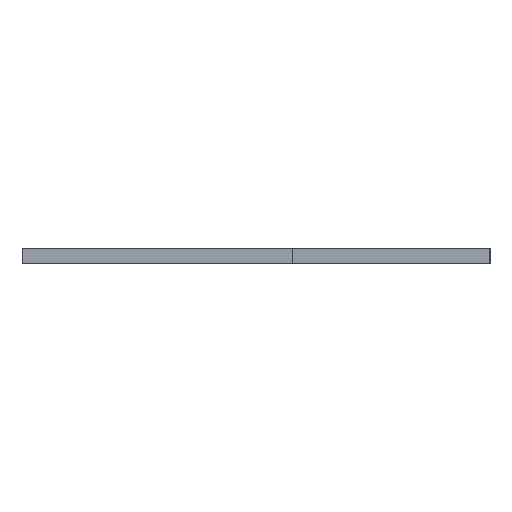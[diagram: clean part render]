
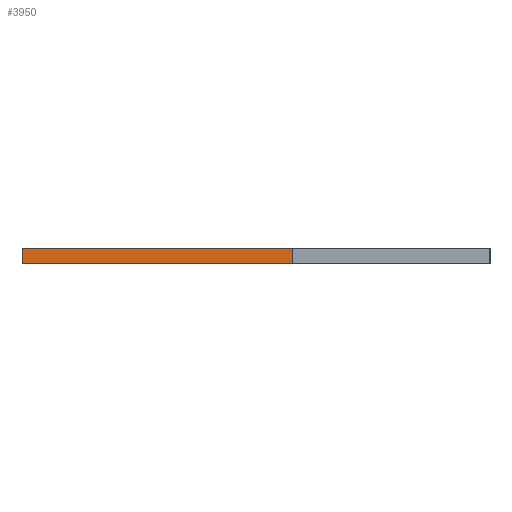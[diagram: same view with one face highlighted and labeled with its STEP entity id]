
A CAD part, left-side view. The second image highlights one B-rep face of the part: STEP entity #3950.
In plain terms, the highlighted planar face has unit normal (-1, 0, 0).
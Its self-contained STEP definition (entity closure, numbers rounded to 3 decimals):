
#83 = PLANE('',#84);
#84 = AXIS2_PLACEMENT_3D('',#85,#86,#87);
#85 = CARTESIAN_POINT('',(137.16,-85.09,1.6));
#86 = DIRECTION('',(-0.,-0.,-1.));
#87 = DIRECTION('',(-1.,0.,0.));
#137 = PLANE('',#138);
#138 = AXIS2_PLACEMENT_3D('',#139,#140,#141);
#139 = CARTESIAN_POINT('',(137.16,-85.09,0.));
#140 = DIRECTION('',(-0.,-0.,-1.));
#141 = DIRECTION('',(-1.,0.,0.));
#170 = PLANE('',#171);
#171 = AXIS2_PLACEMENT_3D('',#172,#173,#174);
#172 = CARTESIAN_POINT('',(106.68,-60.96,0.));
#173 = DIRECTION('',(0.,1.,0.));
#174 = DIRECTION('',(1.,0.,0.));
#268 = PLANE('',#269);
#269 = AXIS2_PLACEMENT_3D('',#270,#271,#272);
#270 = CARTESIAN_POINT('',(106.68,-109.22,0.));
#271 = DIRECTION('',(-1.,0.,0.));
#272 = DIRECTION('',(0.,1.,0.));
#307 = VERTEX_POINT('',#308);
#308 = CARTESIAN_POINT('',(106.68,-88.9,0.));
#329 = EDGE_CURVE('',#307,#330,#332,.T.);
#330 = VERTEX_POINT('',#331);
#331 = CARTESIAN_POINT('',(106.68,-60.96,0.));
#332 = SURFACE_CURVE('',#333,(#337,#344),.PCURVE_S1.);
#333 = LINE('',#334,#335);
#334 = CARTESIAN_POINT('',(106.68,-88.9,0.));
#335 = VECTOR('',#336,1.);
#336 = DIRECTION('',(0.,1.,0.));
#337 = PCURVE('',#137,#338);
#338 = DEFINITIONAL_REPRESENTATION('',(#339),#343);
#339 = LINE('',#340,#341);
#340 = CARTESIAN_POINT('',(30.48,-3.81));
#341 = VECTOR('',#342,1.);
#342 = DIRECTION('',(0.,1.));
#343 = ( GEOMETRIC_REPRESENTATION_CONTEXT(2) 
PARAMETRIC_REPRESENTATION_CONTEXT() REPRESENTATION_CONTEXT('2D SPACE',''
  ) );
#344 = PCURVE('',#345,#350);
#345 = PLANE('',#346);
#346 = AXIS2_PLACEMENT_3D('',#347,#348,#349);
#347 = CARTESIAN_POINT('',(106.68,-88.9,0.));
#348 = DIRECTION('',(-1.,0.,0.));
#349 = DIRECTION('',(0.,1.,0.));
#350 = DEFINITIONAL_REPRESENTATION('',(#351),#355);
#351 = LINE('',#352,#353);
#352 = CARTESIAN_POINT('',(0.,0.));
#353 = VECTOR('',#354,1.);
#354 = DIRECTION('',(1.,0.));
#355 = ( GEOMETRIC_REPRESENTATION_CONTEXT(2) 
PARAMETRIC_REPRESENTATION_CONTEXT() REPRESENTATION_CONTEXT('2D SPACE',''
  ) );
#2240 = VERTEX_POINT('',#2241);
#2241 = CARTESIAN_POINT('',(106.68,-88.9,1.6));
#2262 = EDGE_CURVE('',#2240,#2263,#2265,.T.);
#2263 = VERTEX_POINT('',#2264);
#2264 = CARTESIAN_POINT('',(106.68,-60.96,1.6));
#2265 = SURFACE_CURVE('',#2266,(#2270,#2277),.PCURVE_S1.);
#2266 = LINE('',#2267,#2268);
#2267 = CARTESIAN_POINT('',(106.68,-88.9,1.6));
#2268 = VECTOR('',#2269,1.);
#2269 = DIRECTION('',(0.,1.,0.));
#2270 = PCURVE('',#83,#2271);
#2271 = DEFINITIONAL_REPRESENTATION('',(#2272),#2276);
#2272 = LINE('',#2273,#2274);
#2273 = CARTESIAN_POINT('',(30.48,-3.81));
#2274 = VECTOR('',#2275,1.);
#2275 = DIRECTION('',(0.,1.));
#2276 = ( GEOMETRIC_REPRESENTATION_CONTEXT(2) 
PARAMETRIC_REPRESENTATION_CONTEXT() REPRESENTATION_CONTEXT('2D SPACE',''
  ) );
#2277 = PCURVE('',#345,#2278);
#2278 = DEFINITIONAL_REPRESENTATION('',(#2279),#2283);
#2279 = LINE('',#2280,#2281);
#2280 = CARTESIAN_POINT('',(0.,-1.6));
#2281 = VECTOR('',#2282,1.);
#2282 = DIRECTION('',(1.,0.));
#2283 = ( GEOMETRIC_REPRESENTATION_CONTEXT(2) 
PARAMETRIC_REPRESENTATION_CONTEXT() REPRESENTATION_CONTEXT('2D SPACE',''
  ) );
#3900 = EDGE_CURVE('',#330,#2263,#3901,.T.);
#3901 = SURFACE_CURVE('',#3902,(#3906,#3913),.PCURVE_S1.);
#3902 = LINE('',#3903,#3904);
#3903 = CARTESIAN_POINT('',(106.68,-60.96,0.));
#3904 = VECTOR('',#3905,1.);
#3905 = DIRECTION('',(0.,0.,1.));
#3906 = PCURVE('',#170,#3907);
#3907 = DEFINITIONAL_REPRESENTATION('',(#3908),#3912);
#3908 = LINE('',#3909,#3910);
#3909 = CARTESIAN_POINT('',(0.,0.));
#3910 = VECTOR('',#3911,1.);
#3911 = DIRECTION('',(0.,-1.));
#3912 = ( GEOMETRIC_REPRESENTATION_CONTEXT(2) 
PARAMETRIC_REPRESENTATION_CONTEXT() REPRESENTATION_CONTEXT('2D SPACE',''
  ) );
#3913 = PCURVE('',#345,#3914);
#3914 = DEFINITIONAL_REPRESENTATION('',(#3915),#3919);
#3915 = LINE('',#3916,#3917);
#3916 = CARTESIAN_POINT('',(27.94,0.));
#3917 = VECTOR('',#3918,1.);
#3918 = DIRECTION('',(0.,-1.));
#3919 = ( GEOMETRIC_REPRESENTATION_CONTEXT(2) 
PARAMETRIC_REPRESENTATION_CONTEXT() REPRESENTATION_CONTEXT('2D SPACE',''
  ) );
#3929 = EDGE_CURVE('',#307,#2240,#3930,.T.);
#3930 = SURFACE_CURVE('',#3931,(#3935,#3942),.PCURVE_S1.);
#3931 = LINE('',#3932,#3933);
#3932 = CARTESIAN_POINT('',(106.68,-88.9,0.));
#3933 = VECTOR('',#3934,1.);
#3934 = DIRECTION('',(0.,0.,1.));
#3935 = PCURVE('',#268,#3936);
#3936 = DEFINITIONAL_REPRESENTATION('',(#3937),#3941);
#3937 = LINE('',#3938,#3939);
#3938 = CARTESIAN_POINT('',(20.32,0.));
#3939 = VECTOR('',#3940,1.);
#3940 = DIRECTION('',(0.,-1.));
#3941 = ( GEOMETRIC_REPRESENTATION_CONTEXT(2) 
PARAMETRIC_REPRESENTATION_CONTEXT() REPRESENTATION_CONTEXT('2D SPACE',''
  ) );
#3942 = PCURVE('',#345,#3943);
#3943 = DEFINITIONAL_REPRESENTATION('',(#3944),#3948);
#3944 = LINE('',#3945,#3946);
#3945 = CARTESIAN_POINT('',(0.,0.));
#3946 = VECTOR('',#3947,1.);
#3947 = DIRECTION('',(0.,-1.));
#3948 = ( GEOMETRIC_REPRESENTATION_CONTEXT(2) 
PARAMETRIC_REPRESENTATION_CONTEXT() REPRESENTATION_CONTEXT('2D SPACE',''
  ) );
#3950 = ADVANCED_FACE('',(#3951),#345,.T.);
#3951 = FACE_BOUND('',#3952,.T.);
#3952 = EDGE_LOOP('',(#3953,#3954,#3955,#3956));
#3953 = ORIENTED_EDGE('',*,*,#3929,.T.);
#3954 = ORIENTED_EDGE('',*,*,#2262,.T.);
#3955 = ORIENTED_EDGE('',*,*,#3900,.F.);
#3956 = ORIENTED_EDGE('',*,*,#329,.F.);
